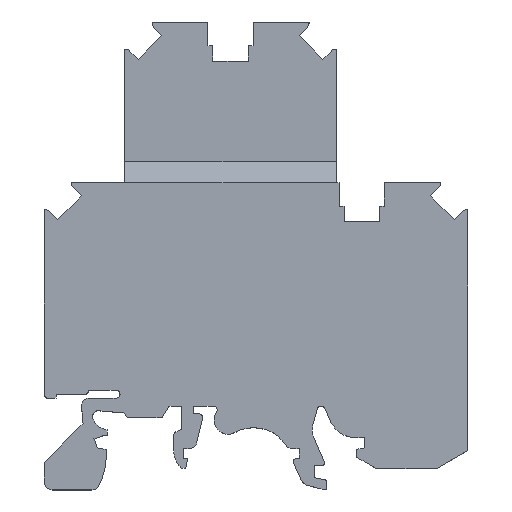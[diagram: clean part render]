
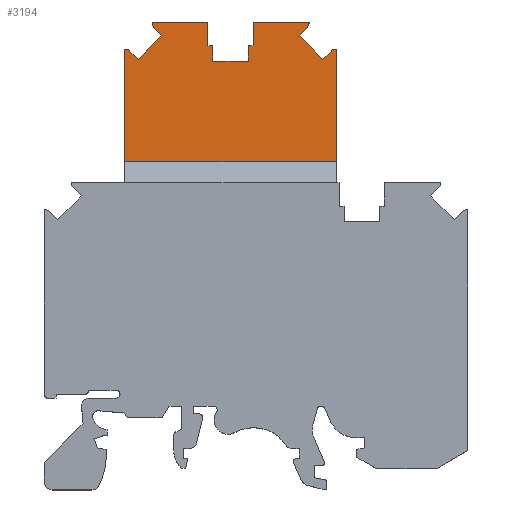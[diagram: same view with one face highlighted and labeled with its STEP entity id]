
A CAD part, top view. The second image highlights one B-rep face of the part: STEP entity #3194.
In plain terms, the highlighted planar face has unit normal (0, 0, 1).
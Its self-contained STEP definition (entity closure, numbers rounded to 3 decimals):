
#89=CIRCLE('',#3429,0.75);
#90=CIRCLE('',#3434,0.75);
#92=CIRCLE('',#3441,0.75);
#93=CIRCLE('',#3446,0.75);
#938=ORIENTED_EDGE('',*,*,#1434,.F.);
#939=ORIENTED_EDGE('',*,*,#1470,.F.);
#940=ORIENTED_EDGE('',*,*,#1466,.F.);
#941=ORIENTED_EDGE('',*,*,#1464,.F.);
#942=ORIENTED_EDGE('',*,*,#1462,.F.);
#943=ORIENTED_EDGE('',*,*,#1460,.F.);
#944=ORIENTED_EDGE('',*,*,#1458,.F.);
#945=ORIENTED_EDGE('',*,*,#1456,.F.);
#946=ORIENTED_EDGE('',*,*,#1454,.T.);
#947=ORIENTED_EDGE('',*,*,#1451,.T.);
#948=ORIENTED_EDGE('',*,*,#1471,.T.);
#949=ORIENTED_EDGE('',*,*,#1472,.F.);
#950=ORIENTED_EDGE('',*,*,#1473,.T.);
#951=ORIENTED_EDGE('',*,*,#1474,.T.);
#952=ORIENTED_EDGE('',*,*,#1468,.T.);
#953=ORIENTED_EDGE('',*,*,#1448,.T.);
#954=ORIENTED_EDGE('',*,*,#1447,.T.);
#955=ORIENTED_EDGE('',*,*,#1444,.F.);
#956=ORIENTED_EDGE('',*,*,#1442,.F.);
#957=ORIENTED_EDGE('',*,*,#1440,.F.);
#958=ORIENTED_EDGE('',*,*,#1438,.F.);
#959=ORIENTED_EDGE('',*,*,#1436,.F.);
#1434=EDGE_CURVE('',#1769,#1770,#2123,.T.);
#1436=EDGE_CURVE('',#1770,#1771,#89,.T.);
#1438=EDGE_CURVE('',#1771,#1772,#2126,.T.);
#1440=EDGE_CURVE('',#1772,#1773,#2128,.T.);
#1442=EDGE_CURVE('',#1773,#1774,#2130,.T.);
#1444=EDGE_CURVE('',#1774,#1775,#90,.T.);
#1447=EDGE_CURVE('',#1776,#1775,#2134,.T.);
#1448=EDGE_CURVE('',#1777,#1776,#2135,.T.);
#1451=EDGE_CURVE('',#1779,#1778,#2138,.T.);
#1454=EDGE_CURVE('',#1781,#1779,#2140,.T.);
#1456=EDGE_CURVE('',#1781,#1782,#92,.T.);
#1458=EDGE_CURVE('',#1782,#1783,#2143,.T.);
#1460=EDGE_CURVE('',#1783,#1784,#2145,.T.);
#1462=EDGE_CURVE('',#1784,#1785,#2147,.T.);
#1464=EDGE_CURVE('',#1785,#1786,#93,.T.);
#1466=EDGE_CURVE('',#1786,#1787,#2150,.T.);
#1468=EDGE_CURVE('',#1788,#1777,#2152,.T.);
#1470=EDGE_CURVE('',#1787,#1769,#2154,.T.);
#1471=EDGE_CURVE('',#1778,#1789,#2155,.T.);
#1472=EDGE_CURVE('',#1790,#1789,#2156,.T.);
#1473=EDGE_CURVE('',#1790,#1791,#2157,.T.);
#1474=EDGE_CURVE('',#1791,#1788,#2158,.T.);
#1769=VERTEX_POINT('',#5128);
#1770=VERTEX_POINT('',#5130);
#1771=VERTEX_POINT('',#5134);
#1772=VERTEX_POINT('',#5138);
#1773=VERTEX_POINT('',#5142);
#1774=VERTEX_POINT('',#5146);
#1775=VERTEX_POINT('',#5150);
#1776=VERTEX_POINT('',#5154);
#1777=VERTEX_POINT('',#5158);
#1778=VERTEX_POINT('',#5162);
#1779=VERTEX_POINT('',#5164);
#1781=VERTEX_POINT('',#5170);
#1782=VERTEX_POINT('',#5174);
#1783=VERTEX_POINT('',#5178);
#1784=VERTEX_POINT('',#5182);
#1785=VERTEX_POINT('',#5186);
#1786=VERTEX_POINT('',#5190);
#1787=VERTEX_POINT('',#5194);
#1788=VERTEX_POINT('',#5198);
#1789=VERTEX_POINT('',#5204);
#1790=VERTEX_POINT('',#5206);
#1791=VERTEX_POINT('',#5208);
#2123=LINE('',#5129,#2499);
#2126=LINE('',#5137,#2502);
#2128=LINE('',#5141,#2504);
#2130=LINE('',#5145,#2506);
#2134=LINE('',#5155,#2510);
#2135=LINE('',#5157,#2511);
#2138=LINE('',#5163,#2514);
#2140=LINE('',#5169,#2516);
#2143=LINE('',#5177,#2519);
#2145=LINE('',#5181,#2521);
#2147=LINE('',#5185,#2523);
#2150=LINE('',#5193,#2526);
#2152=LINE('',#5197,#2528);
#2154=LINE('',#5201,#2530);
#2155=LINE('',#5203,#2531);
#2156=LINE('',#5205,#2532);
#2157=LINE('',#5207,#2533);
#2158=LINE('',#5209,#2534);
#2499=VECTOR('',#4183,1000.);
#2502=VECTOR('',#4192,1000.);
#2504=VECTOR('',#4196,1000.);
#2506=VECTOR('',#4200,1000.);
#2510=VECTOR('',#4210,1000.);
#2511=VECTOR('',#4213,1000.);
#2514=VECTOR('',#4218,1000.);
#2516=VECTOR('',#4224,1000.);
#2519=VECTOR('',#4233,1000.);
#2521=VECTOR('',#4237,1000.);
#2523=VECTOR('',#4241,1000.);
#2526=VECTOR('',#4250,1000.);
#2528=VECTOR('',#4254,1000.);
#2530=VECTOR('',#4258,1000.);
#2531=VECTOR('',#4261,1000.);
#2532=VECTOR('',#4262,1000.);
#2533=VECTOR('',#4263,1000.);
#2534=VECTOR('',#4264,1000.);
#2708=EDGE_LOOP('',(#938,#939,#940,#941,#942,#943,#944,#945,#946,#947,#948,
#949,#950,#951,#952,#953,#954,#955,#956,#957,#958,#959));
#2890=FACE_BOUND('',#2708,.T.);
#3030=PLANE('',#3450);
#3194=ADVANCED_FACE('',(#2890),#3030,.F.);
#3429=AXIS2_PLACEMENT_3D('',#5133,#4187,#4188);
#3434=AXIS2_PLACEMENT_3D('',#5149,#4204,#4205);
#3441=AXIS2_PLACEMENT_3D('',#5173,#4228,#4229);
#3446=AXIS2_PLACEMENT_3D('',#5189,#4245,#4246);
#3450=AXIS2_PLACEMENT_3D('',#5202,#4259,#4260);
#4183=DIRECTION('',(0.,1.,0.));
#4187=DIRECTION('',(0.,0.,-1.));
#4188=DIRECTION('',(0.,1.,0.));
#4192=DIRECTION('',(0.707,-0.707,0.));
#4196=DIRECTION('',(0.707,0.707,0.));
#4200=DIRECTION('',(-0.707,0.707,0.));
#4204=DIRECTION('',(0.,0.,-1.));
#4205=DIRECTION('',(0.,1.,0.));
#4210=DIRECTION('',(-1.,0.,0.));
#4213=DIRECTION('',(0.,1.,0.));
#4218=DIRECTION('',(0.,-1.,0.));
#4224=DIRECTION('',(-1.,0.,0.));
#4228=DIRECTION('',(0.,0.,-1.));
#4229=DIRECTION('',(0.,1.,0.));
#4233=DIRECTION('',(-0.707,-0.707,0.));
#4237=DIRECTION('',(0.707,-0.707,0.));
#4241=DIRECTION('',(0.707,0.707,0.));
#4245=DIRECTION('',(0.,0.,-1.));
#4246=DIRECTION('',(0.,1.,0.));
#4250=DIRECTION('',(0.,-1.,0.));
#4254=DIRECTION('',(-1.,0.,0.));
#4258=DIRECTION('',(-1.,0.,0.));
#4259=DIRECTION('',(0.,0.,-1.));
#4260=DIRECTION('',(0.,1.,0.));
#4261=DIRECTION('',(-1.,0.,0.));
#4262=DIRECTION('',(0.,1.,0.));
#4263=DIRECTION('',(-1.,0.,0.));
#4264=DIRECTION('',(0.,1.,0.));
#5128=CARTESIAN_POINT('',(-16.75,-17.8,6.));
#5129=CARTESIAN_POINT('',(-16.75,0.,6.));
#5130=CARTESIAN_POINT('',(-16.75,-3.5,6.));
#5133=CARTESIAN_POINT('',(-16.614,-4.238,6.));
#5134=CARTESIAN_POINT('',(-16.083,-3.707,6.));
#5137=CARTESIAN_POINT('',(144.838,-164.628,6.));
#5138=CARTESIAN_POINT('',(-15.035,-4.755,6.));
#5141=CARTESIAN_POINT('',(149.593,159.873,6.));
#5142=CARTESIAN_POINT('',(-11.995,-1.715,6.));
#5145=CARTESIAN_POINT('',(147.878,-161.588,6.));
#5146=CARTESIAN_POINT('',(-13.043,-0.667,6.));
#5149=CARTESIAN_POINT('',(-12.512,-0.136,6.));
#5150=CARTESIAN_POINT('',(-13.25,0.,6.));
#5154=CARTESIAN_POINT('',(-6.125,0.,6.));
#5155=CARTESIAN_POINT('',(309.466,0.,6.));
#5157=CARTESIAN_POINT('',(-6.125,-3.,6.));
#5158=CARTESIAN_POINT('',(-6.125,-3.,6.));
#5162=CARTESIAN_POINT('',(-0.375,-3.,6.));
#5163=CARTESIAN_POINT('',(-0.375,0.,6.));
#5164=CARTESIAN_POINT('',(-0.375,0.,6.));
#5169=CARTESIAN_POINT('',(309.466,0.,6.));
#5170=CARTESIAN_POINT('',(6.75,0.,6.));
#5173=CARTESIAN_POINT('',(6.012,-0.136,6.));
#5174=CARTESIAN_POINT('',(6.543,-0.667,6.));
#5177=CARTESIAN_POINT('',(158.338,151.128,6.));
#5178=CARTESIAN_POINT('',(5.495,-1.715,6.));
#5181=CARTESIAN_POINT('',(156.623,-152.843,6.));
#5182=CARTESIAN_POINT('',(8.535,-4.755,6.));
#5185=CARTESIAN_POINT('',(161.378,148.088,6.));
#5186=CARTESIAN_POINT('',(9.583,-3.707,6.));
#5189=CARTESIAN_POINT('',(10.114,-4.238,6.));
#5190=CARTESIAN_POINT('',(10.25,-3.5,6.));
#5193=CARTESIAN_POINT('',(10.25,0.,6.));
#5194=CARTESIAN_POINT('',(10.25,-17.8,6.));
#5197=CARTESIAN_POINT('',(-5.5,-3.,6.));
#5198=CARTESIAN_POINT('',(-5.5,-3.,6.));
#5201=CARTESIAN_POINT('',(309.466,-17.8,6.));
#5202=CARTESIAN_POINT('',(309.466,0.,6.));
#5203=CARTESIAN_POINT('',(-0.375,-3.,6.));
#5204=CARTESIAN_POINT('',(-1.,-3.,6.));
#5205=CARTESIAN_POINT('',(-1.,0.,6.));
#5206=CARTESIAN_POINT('',(-1.,-5.,6.));
#5207=CARTESIAN_POINT('',(-1.,-5.,6.));
#5208=CARTESIAN_POINT('',(-5.5,-5.,6.));
#5209=CARTESIAN_POINT('',(-5.5,0.,6.));
